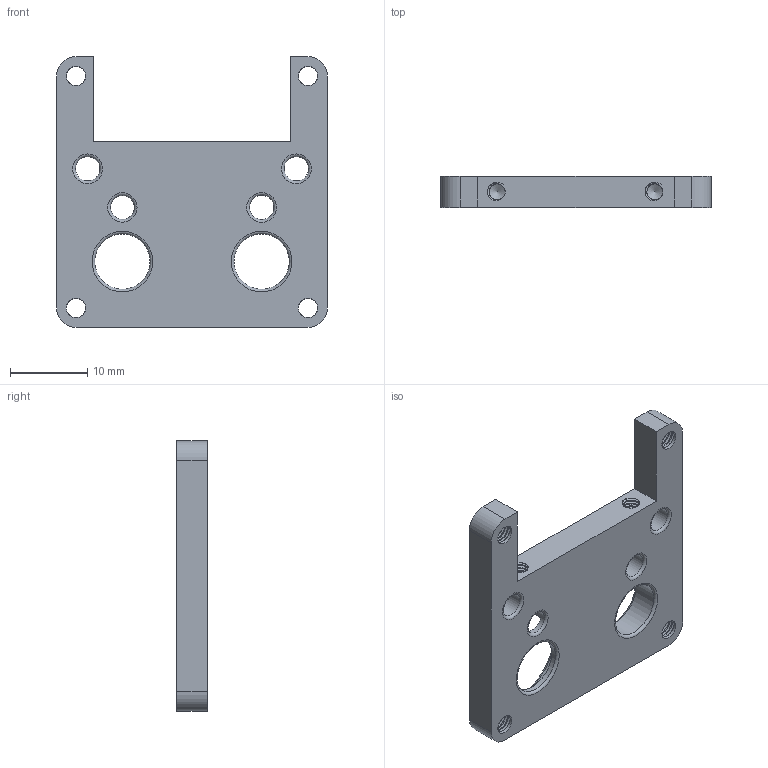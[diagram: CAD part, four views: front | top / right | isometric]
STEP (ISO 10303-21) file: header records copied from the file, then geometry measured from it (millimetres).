
FILE_DESCRIPTION(('FreeCAD Model'),'2;1');
FILE_NAME('Open CASCADE Shape Model','2023-04-25T17:51:47',(''),(''), 'Open CASCADE STEP processor 7.6','FreeCAD','Unknown');
FILE_SCHEMA(('AUTOMOTIVE_DESIGN { 1 0 10303 214 1 1 1 1 }'));
Products named in the file (1): 1306 bottom
Bounding box: 35 x 4 x 35 mm (x, y, z)
Volume: 2860.4 mm3; surface area: 2932 mm2
Topology: 1 solids, 1 shells, 286 faces, 627 edges, 342 vertices
Faces by surface type: bspline 182, cylinder 72, plane 20, torus 10, cone 2
Full cylindrical faces by diameter (mm): 2.07 x22, 2.52 x32, 3.1 x1, 3.15 x3, 7.15 x2
Entity records: 49217 total; most frequent: CARTESIAN_POINT 38236, DIRECTION 1375, ORIENTED_EDGE 1250, PCURVE 1250, DEFINITIONAL_REPRESENTATION 1250, LINE 1020, VECTOR 1020, B_SPLINE_CURVE_WITH_KNOTS 745
